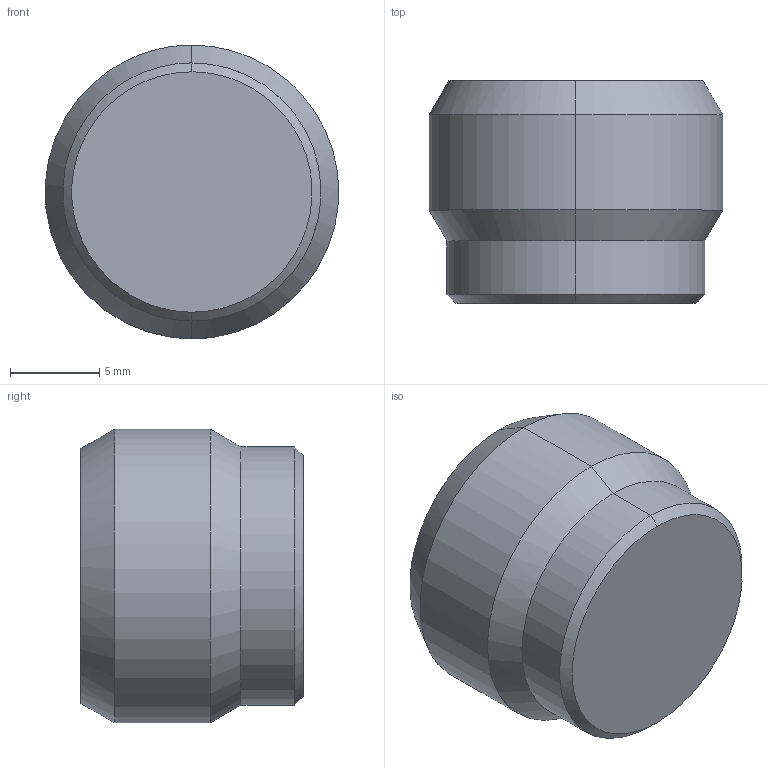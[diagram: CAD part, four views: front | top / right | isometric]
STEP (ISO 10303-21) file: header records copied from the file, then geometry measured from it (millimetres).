
FILE_DESCRIPTION (( 'STEP AP214' ), '1' );
FILE_NAME ('DRF.STOPG03_ZK.STEP', '2018-09-05T07:32:56', ( '' ), ( '' ), 'SwSTEP 2.0', 'SolidWorks 2018', '' );
FILE_SCHEMA (( 'AUTOMOTIVE_DESIGN' ));
Length unit declared in the file: millimetre
Products named in the file (1): DRF.STOPG03_ZK
Bounding box: 16.49 x 12.5 x 16.5 mm (x, y, z)
Volume: 1880 mm3; surface area: 1205.6 mm2
Topology: 1 solids, 1 shells, 42 faces, 103 edges, 63 vertices
Faces by surface type: bspline 42
Entity records: 1733 total; most frequent: CARTESIAN_POINT 1110, ORIENTED_EDGE 202, EDGE_CURVE 101, B_SPLINE_CURVE_WITH_KNOTS 71, VERTEX_POINT 63, EDGE_LOOP 44, ADVANCED_FACE 42, FACE_OUTER_BOUND 42
